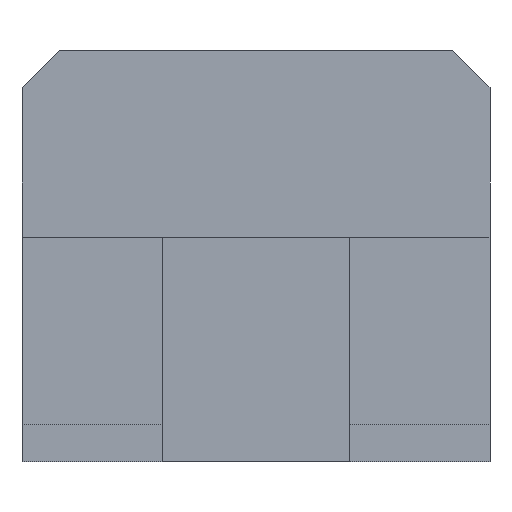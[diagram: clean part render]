
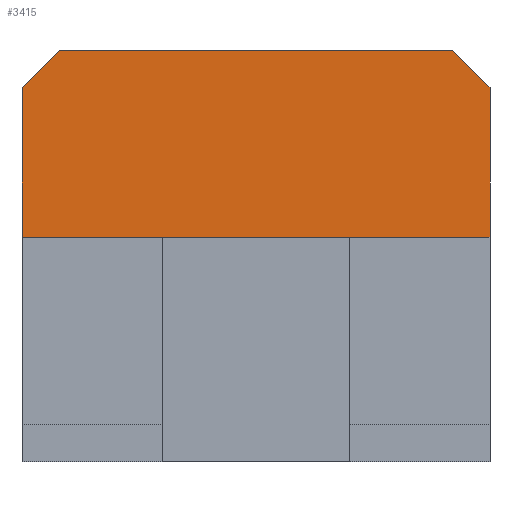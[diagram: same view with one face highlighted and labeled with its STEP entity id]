
A CAD part, left-side view. The second image highlights one B-rep face of the part: STEP entity #3415.
In plain terms, the highlighted planar face has unit normal (-1, 0, 0).
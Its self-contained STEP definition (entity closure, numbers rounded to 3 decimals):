
#97=PLANE('',#3573);
#295=LINE('',#5096,#601);
#309=LINE('',#5156,#615);
#314=LINE('',#5166,#620);
#315=LINE('',#5168,#621);
#316=LINE('',#5170,#622);
#317=LINE('',#5172,#623);
#601=VECTOR('',#3869,1000.);
#615=VECTOR('',#3885,1000.);
#620=VECTOR('',#3892,1000.);
#621=VECTOR('',#3895,1000.);
#622=VECTOR('',#3896,1000.);
#623=VECTOR('',#3897,1000.);
#1025=ORIENTED_EDGE('',*,*,#1663,.F.);
#1026=ORIENTED_EDGE('',*,*,#1684,.T.);
#1027=ORIENTED_EDGE('',*,*,#1685,.T.);
#1028=ORIENTED_EDGE('',*,*,#1686,.T.);
#1029=ORIENTED_EDGE('',*,*,#1687,.F.);
#1030=ORIENTED_EDGE('',*,*,#1679,.T.);
#1663=EDGE_CURVE('',#2002,#2003,#295,.T.);
#1679=EDGE_CURVE('',#2015,#2003,#309,.T.);
#1684=EDGE_CURVE('',#2002,#2018,#314,.T.);
#1685=EDGE_CURVE('',#2018,#2019,#315,.T.);
#1686=EDGE_CURVE('',#2019,#2020,#316,.T.);
#1687=EDGE_CURVE('',#2015,#2020,#317,.T.);
#2002=VERTEX_POINT('',#5095);
#2003=VERTEX_POINT('',#5097);
#2015=VERTEX_POINT('',#5157);
#2018=VERTEX_POINT('',#5165);
#2019=VERTEX_POINT('',#5169);
#2020=VERTEX_POINT('',#5171);
#2217=EDGE_LOOP('',(#1025,#1026,#1027,#1028,#1029,#1030));
#2388=FACE_BOUND('',#2217,.T.);
#3415=ADVANCED_FACE('',(#2388),#97,.F.);
#3573=AXIS2_PLACEMENT_3D('',#5167,#3893,#3894);
#3869=DIRECTION('',(0.,-1.,0.));
#3885=DIRECTION('',(0.,0.707,0.707));
#3892=DIRECTION('',(0.,0.707,-0.707));
#3893=DIRECTION('',(1.,0.,0.));
#3894=DIRECTION('',(0.,0.,-1.));
#3895=DIRECTION('',(0.,0.,-1.));
#3896=DIRECTION('',(0.,-1.,0.));
#3897=DIRECTION('',(0.,0.,-1.));
#5095=CARTESIAN_POINT('',(-1.45,1.05,2.));
#5096=CARTESIAN_POINT('',(-1.45,1.25,2.));
#5097=CARTESIAN_POINT('',(-1.45,-1.05,2.));
#5156=CARTESIAN_POINT('',(-1.45,-1.05,2.));
#5157=CARTESIAN_POINT('',(-1.45,-1.25,1.8));
#5165=CARTESIAN_POINT('',(-1.45,1.25,1.8));
#5166=CARTESIAN_POINT('',(-1.45,1.05,2.));
#5167=CARTESIAN_POINT('',(-1.45,1.25,2.));
#5168=CARTESIAN_POINT('',(-1.45,1.25,2.));
#5169=CARTESIAN_POINT('',(-1.45,1.25,1.));
#5170=CARTESIAN_POINT('',(-1.45,1.25,1.));
#5171=CARTESIAN_POINT('',(-1.45,-1.25,1.));
#5172=CARTESIAN_POINT('',(-1.45,-1.25,2.));
